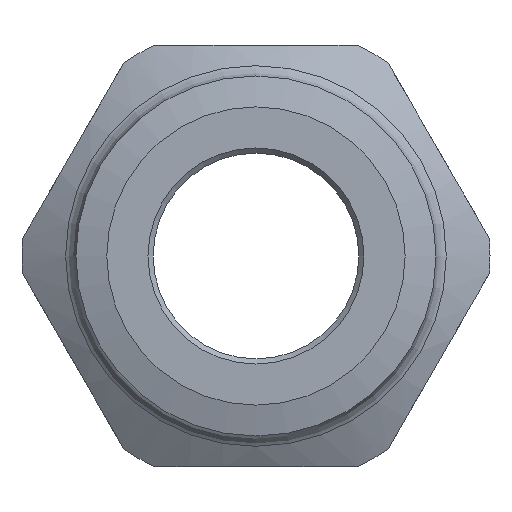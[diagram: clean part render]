
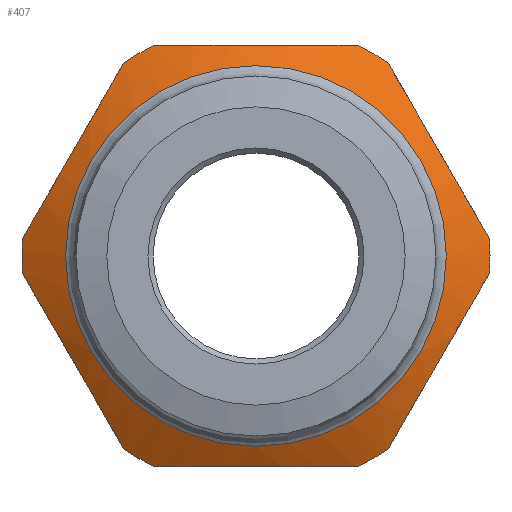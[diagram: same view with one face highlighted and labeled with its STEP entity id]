
A CAD part, front view. The second image highlights one B-rep face of the part: STEP entity #407.
In plain terms, the highlighted conical face has half-angle 60 degrees and reference radius 20.125 mm.
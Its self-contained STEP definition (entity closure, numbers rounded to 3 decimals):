
#39=(
BOUNDED_CURVE()
B_SPLINE_CURVE(2,(#657,#658,#659),.UNSPECIFIED.,.F.,.F.)
B_SPLINE_CURVE_WITH_KNOTS((3,3),(0.,1.99),.UNSPECIFIED.)
CURVE()
GEOMETRIC_REPRESENTATION_ITEM()
RATIONAL_B_SPLINE_CURVE((1.,1.11,1.))
REPRESENTATION_ITEM('')
);
#40=(
BOUNDED_CURVE()
B_SPLINE_CURVE(2,(#663,#664,#665),.UNSPECIFIED.,.F.,.F.)
B_SPLINE_CURVE_WITH_KNOTS((3,3),(0.,1.99),.UNSPECIFIED.)
CURVE()
GEOMETRIC_REPRESENTATION_ITEM()
RATIONAL_B_SPLINE_CURVE((1.,1.11,1.))
REPRESENTATION_ITEM('')
);
#41=(
BOUNDED_CURVE()
B_SPLINE_CURVE(2,(#669,#670,#671),.UNSPECIFIED.,.F.,.F.)
B_SPLINE_CURVE_WITH_KNOTS((3,3),(0.,1.99),.UNSPECIFIED.)
CURVE()
GEOMETRIC_REPRESENTATION_ITEM()
RATIONAL_B_SPLINE_CURVE((1.,1.11,1.))
REPRESENTATION_ITEM('')
);
#42=(
BOUNDED_CURVE()
B_SPLINE_CURVE(2,(#675,#676,#677),.UNSPECIFIED.,.F.,.F.)
B_SPLINE_CURVE_WITH_KNOTS((3,3),(0.,1.99),.UNSPECIFIED.)
CURVE()
GEOMETRIC_REPRESENTATION_ITEM()
RATIONAL_B_SPLINE_CURVE((1.,1.11,1.))
REPRESENTATION_ITEM('')
);
#43=(
BOUNDED_CURVE()
B_SPLINE_CURVE(2,(#681,#682,#683),.UNSPECIFIED.,.F.,.F.)
B_SPLINE_CURVE_WITH_KNOTS((3,3),(0.,1.99),.UNSPECIFIED.)
CURVE()
GEOMETRIC_REPRESENTATION_ITEM()
RATIONAL_B_SPLINE_CURVE((1.,1.11,1.))
REPRESENTATION_ITEM('')
);
#44=(
BOUNDED_CURVE()
B_SPLINE_CURVE(2,(#687,#688,#689),.UNSPECIFIED.,.F.,.F.)
B_SPLINE_CURVE_WITH_KNOTS((3,3),(0.,1.99),.UNSPECIFIED.)
CURVE()
GEOMETRIC_REPRESENTATION_ITEM()
RATIONAL_B_SPLINE_CURVE((1.,1.11,1.))
REPRESENTATION_ITEM('')
);
#85=FACE_BOUND('',#143,.T.);
#102=FACE_OUTER_BOUND('',#142,.T.);
#142=EDGE_LOOP('',(#308,#309,#310,#311,#312,#313,#314,#315,#316,#317,#318,
#319));
#143=EDGE_LOOP('',(#320));
#180=CIRCLE('',#452,18.5);
#181=CIRCLE('',#454,22.75);
#182=CIRCLE('',#455,22.75);
#183=CIRCLE('',#456,22.75);
#184=CIRCLE('',#457,22.75);
#185=CIRCLE('',#458,22.75);
#186=CIRCLE('',#459,22.75);
#208=VERTEX_POINT('',#652);
#209=VERTEX_POINT('',#655);
#210=VERTEX_POINT('',#656);
#211=VERTEX_POINT('',#660);
#212=VERTEX_POINT('',#662);
#213=VERTEX_POINT('',#666);
#214=VERTEX_POINT('',#668);
#215=VERTEX_POINT('',#672);
#216=VERTEX_POINT('',#674);
#217=VERTEX_POINT('',#678);
#218=VERTEX_POINT('',#680);
#219=VERTEX_POINT('',#684);
#220=VERTEX_POINT('',#686);
#248=EDGE_CURVE('',#208,#208,#180,.T.);
#249=EDGE_CURVE('',#209,#210,#39,.T.);
#250=EDGE_CURVE('',#210,#211,#181,.T.);
#251=EDGE_CURVE('',#211,#212,#40,.T.);
#252=EDGE_CURVE('',#212,#213,#182,.T.);
#253=EDGE_CURVE('',#213,#214,#41,.T.);
#254=EDGE_CURVE('',#214,#215,#183,.T.);
#255=EDGE_CURVE('',#215,#216,#42,.T.);
#256=EDGE_CURVE('',#216,#217,#184,.T.);
#257=EDGE_CURVE('',#217,#218,#43,.T.);
#258=EDGE_CURVE('',#218,#219,#185,.T.);
#259=EDGE_CURVE('',#219,#220,#44,.T.);
#260=EDGE_CURVE('',#220,#209,#186,.T.);
#308=ORIENTED_EDGE('',*,*,#249,.T.);
#309=ORIENTED_EDGE('',*,*,#250,.T.);
#310=ORIENTED_EDGE('',*,*,#251,.T.);
#311=ORIENTED_EDGE('',*,*,#252,.T.);
#312=ORIENTED_EDGE('',*,*,#253,.T.);
#313=ORIENTED_EDGE('',*,*,#254,.T.);
#314=ORIENTED_EDGE('',*,*,#255,.T.);
#315=ORIENTED_EDGE('',*,*,#256,.T.);
#316=ORIENTED_EDGE('',*,*,#257,.T.);
#317=ORIENTED_EDGE('',*,*,#258,.T.);
#318=ORIENTED_EDGE('',*,*,#259,.T.);
#319=ORIENTED_EDGE('',*,*,#260,.T.);
#320=ORIENTED_EDGE('',*,*,#248,.F.);
#392=CONICAL_SURFACE('',#453,20.125,60.);
#407=ADVANCED_FACE('',(#102,#85),#392,.T.);
#452=AXIS2_PLACEMENT_3D('',#653,#536,#537);
#453=AXIS2_PLACEMENT_3D('',#654,#538,#539);
#454=AXIS2_PLACEMENT_3D('',#661,#540,#541);
#455=AXIS2_PLACEMENT_3D('',#667,#542,#543);
#456=AXIS2_PLACEMENT_3D('',#673,#544,#545);
#457=AXIS2_PLACEMENT_3D('',#679,#546,#547);
#458=AXIS2_PLACEMENT_3D('',#685,#548,#549);
#459=AXIS2_PLACEMENT_3D('',#690,#550,#551);
#536=DIRECTION('center_axis',(0.,-1.,0.));
#537=DIRECTION('ref_axis',(-1.,0.,0.));
#538=DIRECTION('center_axis',(0.,1.,0.));
#539=DIRECTION('ref_axis',(1.,0.,0.));
#540=DIRECTION('center_axis',(0.,-1.,0.));
#541=DIRECTION('ref_axis',(1.,0.,0.));
#542=DIRECTION('center_axis',(0.,-1.,0.));
#543=DIRECTION('ref_axis',(1.,0.,0.));
#544=DIRECTION('center_axis',(0.,-1.,0.));
#545=DIRECTION('ref_axis',(1.,0.,0.));
#546=DIRECTION('center_axis',(0.,-1.,0.));
#547=DIRECTION('ref_axis',(1.,0.,0.));
#548=DIRECTION('center_axis',(0.,-1.,0.));
#549=DIRECTION('ref_axis',(1.,0.,0.));
#550=DIRECTION('center_axis',(0.,-1.,0.));
#551=DIRECTION('ref_axis',(1.,0.,0.));
#652=CARTESIAN_POINT('',(18.5,46.577,0.));
#653=CARTESIAN_POINT('Origin',(0.,46.577,0.));
#654=CARTESIAN_POINT('Origin',(0.,47.516,0.));
#655=CARTESIAN_POINT('',(22.686,49.031,1.707));
#656=CARTESIAN_POINT('',(12.821,49.031,18.793));
#657=CARTESIAN_POINT('Ctrl Pts',(22.686,49.031,1.707));
#658=CARTESIAN_POINT('Ctrl Pts',(17.754,46.561,10.25));
#659=CARTESIAN_POINT('Ctrl Pts',(12.821,49.031,18.793));
#660=CARTESIAN_POINT('',(9.865,49.031,20.5));
#661=CARTESIAN_POINT('Origin',(0.,49.031,0.));
#662=CARTESIAN_POINT('',(-9.865,49.031,20.5));
#663=CARTESIAN_POINT('Ctrl Pts',(9.865,49.031,20.5));
#664=CARTESIAN_POINT('Ctrl Pts',(0.,46.561,
20.5));
#665=CARTESIAN_POINT('Ctrl Pts',(-9.865,49.031,20.5));
#666=CARTESIAN_POINT('',(-12.821,49.031,18.793));
#667=CARTESIAN_POINT('Origin',(0.,49.031,0.));
#668=CARTESIAN_POINT('',(-22.686,49.031,1.707));
#669=CARTESIAN_POINT('Ctrl Pts',(-12.821,49.031,18.793));
#670=CARTESIAN_POINT('Ctrl Pts',(-17.754,46.561,10.25));
#671=CARTESIAN_POINT('Ctrl Pts',(-22.686,49.031,1.707));
#672=CARTESIAN_POINT('',(-22.686,49.031,-1.707));
#673=CARTESIAN_POINT('Origin',(0.,49.031,0.));
#674=CARTESIAN_POINT('',(-12.821,49.031,-18.793));
#675=CARTESIAN_POINT('Ctrl Pts',(-22.686,49.031,-1.707));
#676=CARTESIAN_POINT('Ctrl Pts',(-17.754,46.561,-10.25));
#677=CARTESIAN_POINT('Ctrl Pts',(-12.821,49.031,-18.793));
#678=CARTESIAN_POINT('',(-9.865,49.031,-20.5));
#679=CARTESIAN_POINT('Origin',(0.,49.031,0.));
#680=CARTESIAN_POINT('',(9.865,49.031,-20.5));
#681=CARTESIAN_POINT('Ctrl Pts',(-9.865,49.031,-20.5));
#682=CARTESIAN_POINT('Ctrl Pts',(0.,46.561,
-20.5));
#683=CARTESIAN_POINT('Ctrl Pts',(9.865,49.031,-20.5));
#684=CARTESIAN_POINT('',(12.821,49.031,-18.793));
#685=CARTESIAN_POINT('Origin',(0.,49.031,0.));
#686=CARTESIAN_POINT('',(22.686,49.031,-1.707));
#687=CARTESIAN_POINT('Ctrl Pts',(12.821,49.031,-18.793));
#688=CARTESIAN_POINT('Ctrl Pts',(17.754,46.561,-10.25));
#689=CARTESIAN_POINT('Ctrl Pts',(22.686,49.031,-1.707));
#690=CARTESIAN_POINT('Origin',(0.,49.031,0.));
